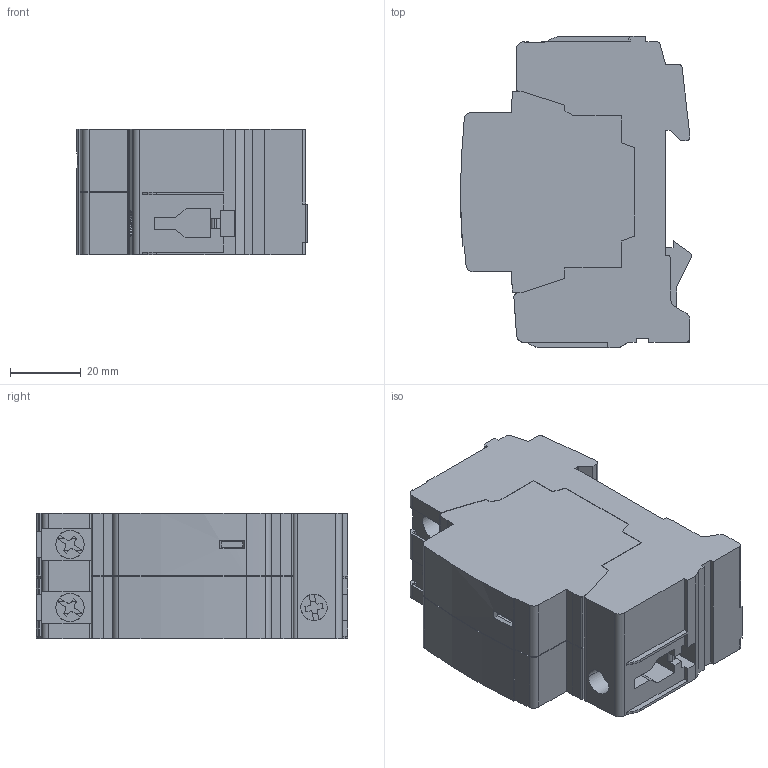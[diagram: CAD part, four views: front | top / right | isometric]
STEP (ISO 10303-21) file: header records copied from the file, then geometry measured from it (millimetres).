
FILE_DESCRIPTION((''),'2;1');
FILE_NAME('B80002103','2017-03-07T',('FRJEGUI'),(''),'CREO PARAMETRIC BY PTC INC, 2016380','CREO PARAMETRIC BY PTC INC, 2016380','');
FILE_SCHEMA(('CONFIG_CONTROL_DESIGN'));
Length unit declared in the file: millimetre
Products named in the file (1): B80002103
Bounding box: 65.27 x 88 x 35.6 mm (x, y, z)
Volume: 152193.8 mm3; surface area: 29175.1 mm2
Topology: 1 solids, 1 shells, 360 faces, 1060 edges, 700 vertices
Faces by surface type: plane 298, cylinder 60, cone 2
Entity records: 12001 total; most frequent: CARTESIAN_POINT 2249, ORIENTED_EDGE 2120, DIRECTION 1906, EDGE_CURVE 1060, VECTOR 918, LINE 918, VERTEX_POINT 700, AXIS2_PLACEMENT_3D 494
